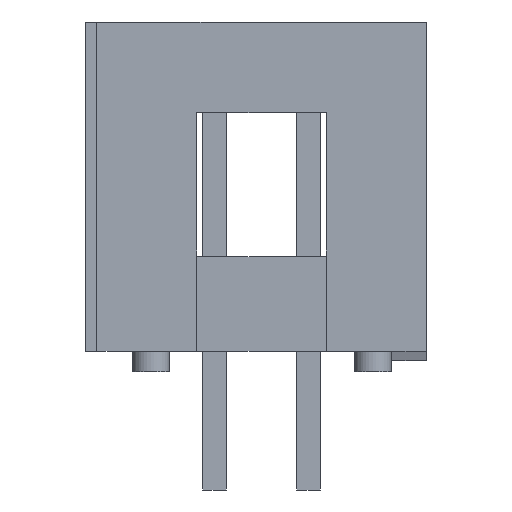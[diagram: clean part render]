
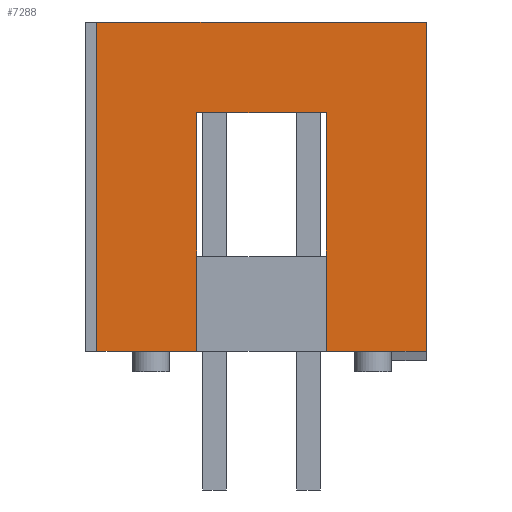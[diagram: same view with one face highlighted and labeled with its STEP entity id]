
A CAD part, left-side view. The second image highlights one B-rep face of the part: STEP entity #7288.
In plain terms, the highlighted planar face has unit normal (-1, 0, 0).
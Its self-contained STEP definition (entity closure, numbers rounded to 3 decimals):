
#5850=CARTESIAN_POINT('',(-13.97,-1.75,7.0));
#5851=VERTEX_POINT('',#5850);
#5858=CARTESIAN_POINT('',(-13.97,1.75,7.0));
#5859=VERTEX_POINT('',#5858);
#5860=CARTESIAN_POINT('',(-13.97,0.,7.0));
#5861=DIRECTION('',(-0.0,-1.0,0.0));
#5862=VECTOR('',#5861,1.0);
#5863=LINE('',#5860,#5862);
#5864=EDGE_CURVE('n� 1000',#5859,#5851,#5863,.T.);
#5888=CARTESIAN_POINT('',(-13.97,-1.75,0.55));
#5889=VERTEX_POINT('',#5888);
#5896=CARTESIAN_POINT('',(-13.97,-1.75,5.0));
#5897=DIRECTION('',(-0.0,0.0,-1.0));
#5898=VECTOR('',#5897,1.0);
#5899=LINE('',#5896,#5898);
#5900=EDGE_CURVE('n� 999',#5851,#5889,#5899,.T.);
#5912=CARTESIAN_POINT('',(-13.97,1.75,0.55));
#5913=VERTEX_POINT('',#5912);
#5914=CARTESIAN_POINT('',(-13.97,1.75,5.0));
#5915=DIRECTION('',(-0.0,0.,1.0));
#5916=VECTOR('',#5915,1.0);
#5917=LINE('',#5914,#5916);
#5918=EDGE_CURVE('n� 993',#5913,#5859,#5917,.T.);
#6482=CARTESIAN_POINT('',(-13.97,4.45,9.45));
#6483=VERTEX_POINT('',#6482);
#6490=CARTESIAN_POINT('',(-13.97,-4.45,9.45));
#6491=VERTEX_POINT('',#6490);
#6492=CARTESIAN_POINT('',(-13.97,0.,9.45));
#6493=DIRECTION('',(0.0,1.0,0.0));
#6494=VECTOR('',#6493,1.0);
#6495=LINE('',#6492,#6494);
#6496=EDGE_CURVE('n� 996',#6491,#6483,#6495,.T.);
#7215=CARTESIAN_POINT('',(-13.97,-4.45,0.55));
#7216=VERTEX_POINT('',#7215);
#7217=CARTESIAN_POINT('',(-13.97,-4.45,5.0));
#7218=DIRECTION('',(0.0,-0.0,1.0));
#7219=VECTOR('',#7218,1.0);
#7220=LINE('',#7217,#7219);
#7221=EDGE_CURVE('n� 997',#7216,#6491,#7220,.T.);
#7256=CARTESIAN_POINT('',(-13.97,4.45,0.55));
#7257=VERTEX_POINT('',#7256);
#7258=CARTESIAN_POINT('',(-13.97,0.15,0.55));
#7259=DIRECTION('',(0.0,1.0,0.0));
#7260=VECTOR('',#7259,1.0);
#7261=LINE('',#7258,#7260);
#7262=EDGE_CURVE('n� 113',#5913,#7257,#7261,.T.);
#7263=ORIENTED_EDGE('',*,*,#7262,.F.);
#7264=ORIENTED_EDGE('',*,*,#5918,.T.);
#7265=ORIENTED_EDGE('',*,*,#5864,.T.);
#7266=ORIENTED_EDGE('',*,*,#5900,.T.);
#7267=CARTESIAN_POINT('',(-13.97,0.15,0.55));
#7268=DIRECTION('',(0.0,1.0,-0.0));
#7269=VECTOR('',#7268,1.0);
#7270=LINE('',#7267,#7269);
#7271=EDGE_CURVE('n� 117',#7216,#5889,#7270,.T.);
#7272=ORIENTED_EDGE('',*,*,#7271,.F.);
#7273=ORIENTED_EDGE('',*,*,#7221,.T.);
#7274=ORIENTED_EDGE('',*,*,#6496,.T.);
#7275=CARTESIAN_POINT('',(-13.97,4.45,5.0));
#7276=DIRECTION('',(0.0,0.0,1.0));
#7277=VECTOR('',#7276,1.0);
#7278=LINE('',#7275,#7277);
#7279=EDGE_CURVE('n� 974',#7257,#6483,#7278,.T.);
#7280=ORIENTED_EDGE('',*,*,#7279,.F.);
#7281=EDGE_LOOP('',(#7263,#7264,#7265,#7266,#7272,#7273,#7274,#7280));
#7282=FACE_OUTER_BOUND('',#7281,.T.);
#7283=CARTESIAN_POINT('',(-13.97,4.45,0.55));
#7284=DIRECTION('',(-1.0,0.0,0.0));
#7285=DIRECTION('',(0.0,-1.0,0.0));
#7286=AXIS2_PLACEMENT_3D('',#7283,#7284,#7285);
#7287=PLANE('',#7286);
#7288=ADVANCED_FACE('n� 990',(#7282),#7287,.T.);
